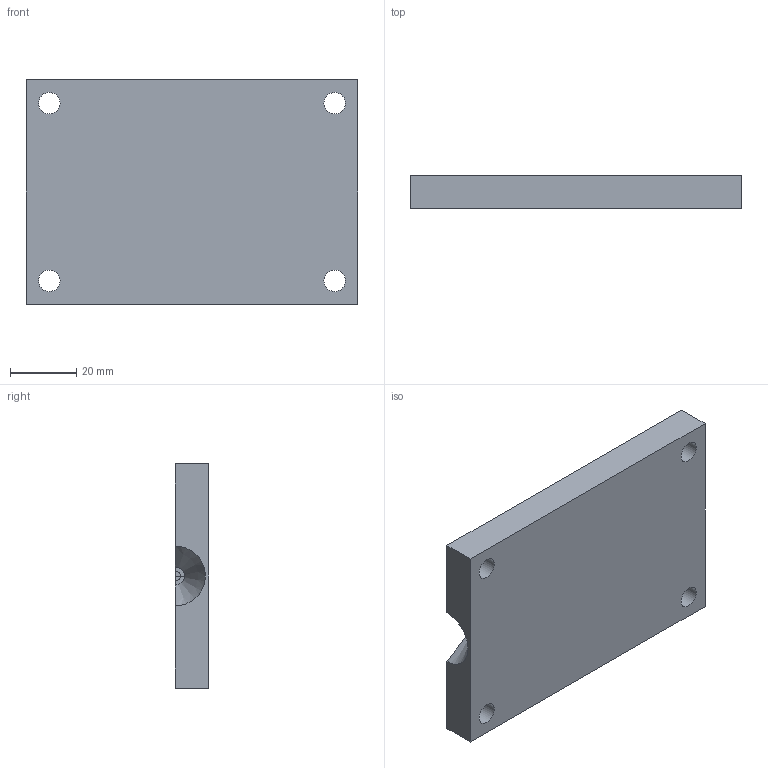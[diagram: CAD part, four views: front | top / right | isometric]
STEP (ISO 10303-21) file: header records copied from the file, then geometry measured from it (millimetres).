
FILE_DESCRIPTION(/* description */ (''),/* implementation_level */ '2;1');
FILE_NAME(/* name */ 'File -2_.step',/* time_stamp */ '2023-11-03T12:13:20+05:30',/* author */ (''),/* organization */ (''),/* preprocessor_version */ 'ST-DEVELOPER v20',/* originating_system */ 'Autodesk Translation Framework v12.14.0.127',/* authorisation */ '');
FILE_SCHEMA (('AUTOMOTIVE_DESIGN { 1 0 10303 214 3 1 1 }'));
Length unit declared in the file: millimetre
Products named in the file (2): small-buckle (1); Component1
Assembly tree (1 placements, depth 2):
  small-buckle (1)
    Component1
Bounding box: 100 x 10 x 67.52 mm (x, y, z)
Volume: 58028.2 mm3; surface area: 18780.5 mm2
Topology: 1 solids, 1 shells, 188 faces, 458 edges, 256 vertices
Faces by surface type: bspline 136, plane 28, cylinder 23, cone 1
Full cylindrical faces by diameter (mm): 6.5 x4
Entity records: 16431 total; most frequent: CARTESIAN_POINT 12823, ORIENTED_EDGE 884, DIRECTION 535, EDGE_CURVE 442, VERTEX_POINT 256, AXIS2_PLACEMENT_3D 214, EDGE_LOOP 196, FACE_OUTER_BOUND 188
